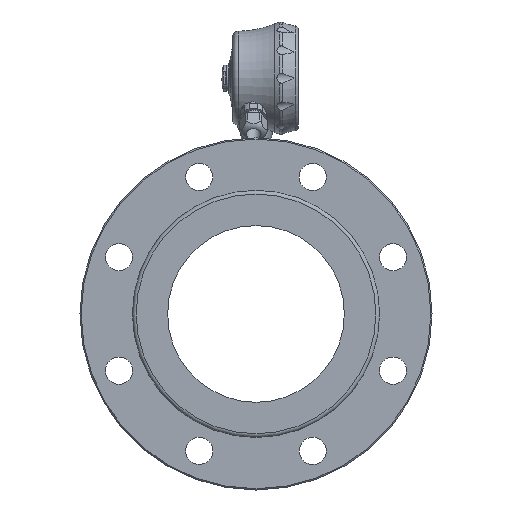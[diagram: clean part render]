
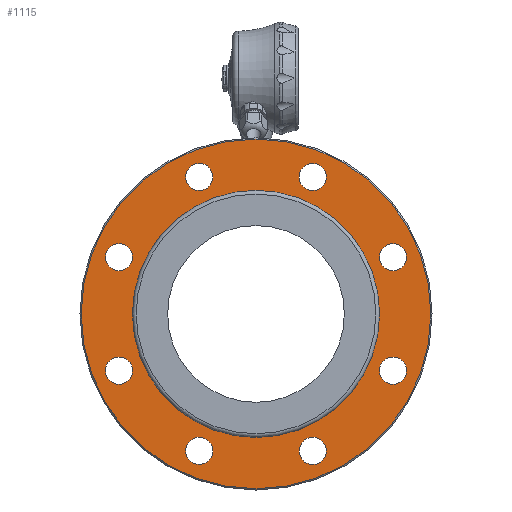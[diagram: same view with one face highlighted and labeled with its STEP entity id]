
A CAD part, front view. The second image highlights one B-rep face of the part: STEP entity #1115.
In plain terms, the highlighted planar face has unit normal (0, -1, 0).
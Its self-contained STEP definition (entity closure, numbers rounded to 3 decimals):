
#1115 = ADVANCED_FACE( '', ( #2511, #2512, #2513, #2514, #2515, #2516, #2517, #2518, #2519, #2520 ), #2521, .T. );
#2511 = FACE_OUTER_BOUND( '', #4752, .T. );
#2512 = FACE_BOUND( '', #4753, .T. );
#2513 = FACE_BOUND( '', #4754, .T. );
#2514 = FACE_BOUND( '', #4755, .T. );
#2515 = FACE_BOUND( '', #4756, .T. );
#2516 = FACE_BOUND( '', #4757, .T. );
#2517 = FACE_BOUND( '', #4758, .T. );
#2518 = FACE_BOUND( '', #4759, .T. );
#2519 = FACE_BOUND( '', #4760, .T. );
#2520 = FACE_BOUND( '', #4761, .T. );
#2521 = PLANE( '', #4762 );
#4752 = EDGE_LOOP( '', ( #8192 ) );
#4753 = EDGE_LOOP( '', ( #8193 ) );
#4754 = EDGE_LOOP( '', ( #8194 ) );
#4755 = EDGE_LOOP( '', ( #8195 ) );
#4756 = EDGE_LOOP( '', ( #8196 ) );
#4757 = EDGE_LOOP( '', ( #8197 ) );
#4758 = EDGE_LOOP( '', ( #8198 ) );
#4759 = EDGE_LOOP( '', ( #8199 ) );
#4760 = EDGE_LOOP( '', ( #8200 ) );
#4761 = EDGE_LOOP( '', ( #8201 ) );
#4762 = AXIS2_PLACEMENT_3D( '', #8202, #8203, #8204 );
#8192 = ORIENTED_EDGE( '', *, *, #11511, .T. );
#8193 = ORIENTED_EDGE( '', *, *, #11512, .F. );
#8194 = ORIENTED_EDGE( '', *, *, #10745, .F. );
#8195 = ORIENTED_EDGE( '', *, *, #10901, .F. );
#8196 = ORIENTED_EDGE( '', *, *, #11402, .F. );
#8197 = ORIENTED_EDGE( '', *, *, #11268, .F. );
#8198 = ORIENTED_EDGE( '', *, *, #10726, .F. );
#8199 = ORIENTED_EDGE( '', *, *, #10703, .F. );
#8200 = ORIENTED_EDGE( '', *, *, #11066, .F. );
#8201 = ORIENTED_EDGE( '', *, *, #11513, .F. );
#8202 = CARTESIAN_POINT( '', ( 0., -142., 100. ) );
#8203 = DIRECTION( '', ( 0., -1., 0. ) );
#8204 = DIRECTION( '', ( 0., 0., 1. ) );
#10703 = EDGE_CURVE( '', #12788, #12788, #12789, .T. );
#10726 = EDGE_CURVE( '', #12828, #12828, #12829, .T. );
#10745 = EDGE_CURVE( '', #12858, #12858, #12859, .T. );
#10901 = EDGE_CURVE( '', #13107, #13107, #13108, .T. );
#11066 = EDGE_CURVE( '', #13378, #13378, #13379, .T. );
#11268 = EDGE_CURVE( '', #13677, #13677, #13678, .T. );
#11402 = EDGE_CURVE( '', #13866, #13866, #13867, .T. );
#11511 = EDGE_CURVE( '', #14010, #14010, #14011, .T. );
#11512 = EDGE_CURVE( '', #14012, #14012, #14013, .T. );
#11513 = EDGE_CURVE( '', #14014, #14014, #14015, .T. );
#12788 = VERTEX_POINT( '', #16822 );
#12789 = CIRCLE( '', #16823, 11. );
#12828 = VERTEX_POINT( '', #17032 );
#12829 = CIRCLE( '', #17033, 11. );
#12858 = VERTEX_POINT( '', #17207 );
#12859 = CIRCLE( '', #17208, 11. );
#13107 = VERTEX_POINT( '', #17618 );
#13108 = CIRCLE( '', #17619, 11. );
#13378 = VERTEX_POINT( '', #18744 );
#13379 = CIRCLE( '', #18745, 11. );
#13677 = VERTEX_POINT( '', #19346 );
#13678 = CIRCLE( '', #19347, 11. );
#13866 = VERTEX_POINT( '', #19755 );
#13867 = CIRCLE( '', #19756, 11. );
#14010 = VERTEX_POINT( '', #20134 );
#14011 = CIRCLE( '', #20135, 141.5 );
#14012 = VERTEX_POINT( '', #20136 );
#14013 = CIRCLE( '', #20137, 11. );
#14014 = VERTEX_POINT( '', #20138 );
#14015 = CIRCLE( '', #20139, 100. );
#16822 = CARTESIAN_POINT( '', ( -53.7, -142., 103.087 ) );
#16823 = AXIS2_PLACEMENT_3D( '', #21904, #21905, #21906 );
#17032 = CARTESIAN_POINT( '', ( -110.866, -142., 34.922 ) );
#17033 = AXIS2_PLACEMENT_3D( '', #21939, #21940, #21941 );
#17207 = CARTESIAN_POINT( '', ( 110.866, -142., -34.922 ) );
#17208 = AXIS2_PLACEMENT_3D( '', #21959, #21960, #21961 );
#17618 = CARTESIAN_POINT( '', ( 53.7, -142., -103.087 ) );
#17619 = AXIS2_PLACEMENT_3D( '', #22133, #22134, #22135 );
#18744 = CARTESIAN_POINT( '', ( 34.922, -142., 110.866 ) );
#18745 = AXIS2_PLACEMENT_3D( '', #22383, #22384, #22385 );
#19346 = CARTESIAN_POINT( '', ( -103.087, -142., -53.7 ) );
#19347 = AXIS2_PLACEMENT_3D( '', #22597, #22598, #22599 );
#19755 = CARTESIAN_POINT( '', ( -34.922, -142., -110.866 ) );
#19756 = AXIS2_PLACEMENT_3D( '', #22731, #22732, #22733 );
#20134 = CARTESIAN_POINT( '', ( 0., -142., 141.5 ) );
#20135 = AXIS2_PLACEMENT_3D( '', #22843, #22844, #22845 );
#20136 = CARTESIAN_POINT( '', ( 103.087, -142., 53.7 ) );
#20137 = AXIS2_PLACEMENT_3D( '', #22846, #22847, #22848 );
#20138 = CARTESIAN_POINT( '', ( 0., -142., 100. ) );
#20139 = AXIS2_PLACEMENT_3D( '', #22849, #22850, #22851 );
#21904 = CARTESIAN_POINT( '', ( -45.922, -142., 110.866 ) );
#21905 = DIRECTION( '', ( 0., -1., 0. ) );
#21906 = DIRECTION( '', ( -0.707, 0., -0.707 ) );
#21939 = CARTESIAN_POINT( '', ( -110.866, -142., 45.922 ) );
#21940 = DIRECTION( '', ( 0., -1., 0. ) );
#21941 = DIRECTION( '', ( 0., 0., -1. ) );
#21959 = CARTESIAN_POINT( '', ( 110.866, -142., -45.922 ) );
#21960 = DIRECTION( '', ( 0., -1., 0. ) );
#21961 = DIRECTION( '', ( 0., 0., 1. ) );
#22133 = CARTESIAN_POINT( '', ( 45.922, -142., -110.866 ) );
#22134 = DIRECTION( '', ( 0., -1., 0. ) );
#22135 = DIRECTION( '', ( 0.707, 0., 0.707 ) );
#22383 = CARTESIAN_POINT( '', ( 45.922, -142., 110.866 ) );
#22384 = DIRECTION( '', ( 0., -1., 0. ) );
#22385 = DIRECTION( '', ( -1., 0., 0. ) );
#22597 = CARTESIAN_POINT( '', ( -110.866, -142., -45.922 ) );
#22598 = DIRECTION( '', ( 0., -1., 0. ) );
#22599 = DIRECTION( '', ( 0.707, 0., -0.707 ) );
#22731 = CARTESIAN_POINT( '', ( -45.922, -142., -110.866 ) );
#22732 = DIRECTION( '', ( 0., -1., 0. ) );
#22733 = DIRECTION( '', ( 1., 0., 0. ) );
#22843 = CARTESIAN_POINT( '', ( 0., -142., 0. ) );
#22844 = DIRECTION( '', ( 0., -1., 0. ) );
#22845 = DIRECTION( '', ( 0., 0., 1. ) );
#22846 = CARTESIAN_POINT( '', ( 110.866, -142., 45.922 ) );
#22847 = DIRECTION( '', ( 0., -1., 0. ) );
#22848 = DIRECTION( '', ( -0.707, 0., 0.707 ) );
#22849 = CARTESIAN_POINT( '', ( 0., -142., 0. ) );
#22850 = DIRECTION( '', ( 0., -1., 0. ) );
#22851 = DIRECTION( '', ( 0., 0., 1. ) );
